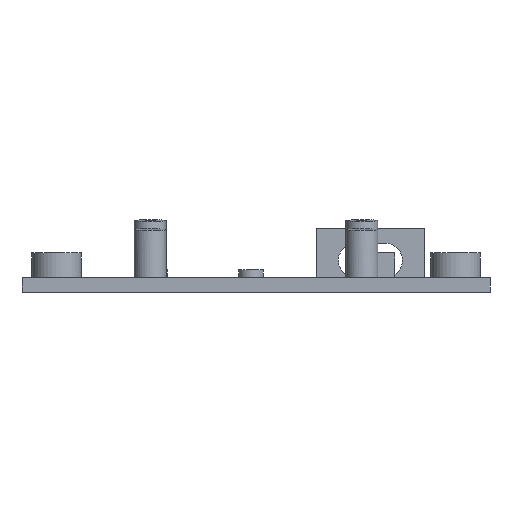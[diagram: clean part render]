
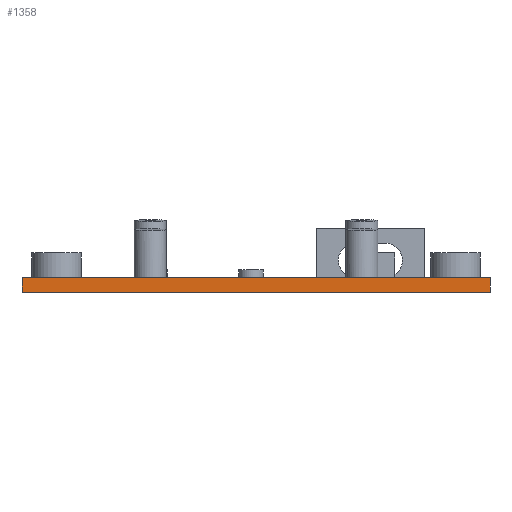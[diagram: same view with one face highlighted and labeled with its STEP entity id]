
A CAD part, front view. The second image highlights one B-rep face of the part: STEP entity #1358.
In plain terms, the highlighted planar face has unit normal (0, -1, 0).
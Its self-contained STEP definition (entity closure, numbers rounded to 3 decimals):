
#35 = ORIENTED_EDGE ( 'NONE', *, *, #2854, .T. ) ;
#36 = LINE ( 'NONE', #1035, #962 ) ;
#69 = CARTESIAN_POINT ( 'NONE',  ( -36.192, -59.304, 3. ) ) ;
#137 = CARTESIAN_POINT ( 'NONE',  ( -36.192, -59.304, 0. ) ) ;
#213 = DIRECTION ( 'NONE',  ( 0., 1., 0. ) ) ;
#358 = DIRECTION ( 'NONE',  ( 0., 0., -1. ) ) ;
#404 = VERTEX_POINT ( 'NONE', #69 ) ;
#421 = FACE_OUTER_BOUND ( 'NONE', #2623, .T. ) ;
#444 = CARTESIAN_POINT ( 'NONE',  ( 58.808, -59.304, 3. ) ) ;
#569 = CARTESIAN_POINT ( 'NONE',  ( -36.192, -59.304, 3. ) ) ;
#686 = LINE ( 'NONE', #2191, #2312 ) ;
#700 = DIRECTION ( 'NONE',  ( 0., 0., 1. ) ) ;
#847 = LINE ( 'NONE', #569, #1065 ) ;
#962 = VECTOR ( 'NONE', #2055, 1000. ) ;
#999 = ORIENTED_EDGE ( 'NONE', *, *, #1028, .F. ) ;
#1028 = EDGE_CURVE ( 'NONE', #1090, #1461, #686, .T. ) ;
#1035 = CARTESIAN_POINT ( 'NONE',  ( -36.192, -59.304, 3. ) ) ;
#1065 = VECTOR ( 'NONE', #358, 1000. ) ;
#1090 = VERTEX_POINT ( 'NONE', #444 ) ;
#1206 = CARTESIAN_POINT ( 'NONE',  ( 58.808, -59.304, 0. ) ) ;
#1216 = EDGE_CURVE ( 'NONE', #404, #1090, #36, .T. ) ;
#1343 = LINE ( 'NONE', #1371, #2193 ) ;
#1358 = ADVANCED_FACE ( 'NONE', ( #421 ), #1431, .F. ) ;
#1371 = CARTESIAN_POINT ( 'NONE',  ( -36.192, -59.304, 0. ) ) ;
#1431 = PLANE ( 'NONE',  #3124 ) ;
#1461 = VERTEX_POINT ( 'NONE', #1206 ) ;
#1873 = DIRECTION ( 'NONE',  ( 1., 0., 0. ) ) ;
#1876 = ORIENTED_EDGE ( 'NONE', *, *, #2328, .T. ) ;
#2055 = DIRECTION ( 'NONE',  ( 1., 0., 0. ) ) ;
#2191 = CARTESIAN_POINT ( 'NONE',  ( 58.808, -59.304, 3. ) ) ;
#2193 = VECTOR ( 'NONE', #1873, 1000. ) ;
#2194 = VERTEX_POINT ( 'NONE', #137 ) ;
#2312 = VECTOR ( 'NONE', #2491, 1000. ) ;
#2328 = EDGE_CURVE ( 'NONE', #2194, #1461, #1343, .T. ) ;
#2491 = DIRECTION ( 'NONE',  ( 0., 0., -1. ) ) ;
#2623 = EDGE_LOOP ( 'NONE', ( #1876, #999, #3201, #35 ) ) ;
#2750 = CARTESIAN_POINT ( 'NONE',  ( -36.192, -59.304, 3. ) ) ;
#2854 = EDGE_CURVE ( 'NONE', #404, #2194, #847, .T. ) ;
#3124 = AXIS2_PLACEMENT_3D ( 'NONE', #2750, #213, #700 ) ;
#3201 = ORIENTED_EDGE ( 'NONE', *, *, #1216, .F. ) ;
